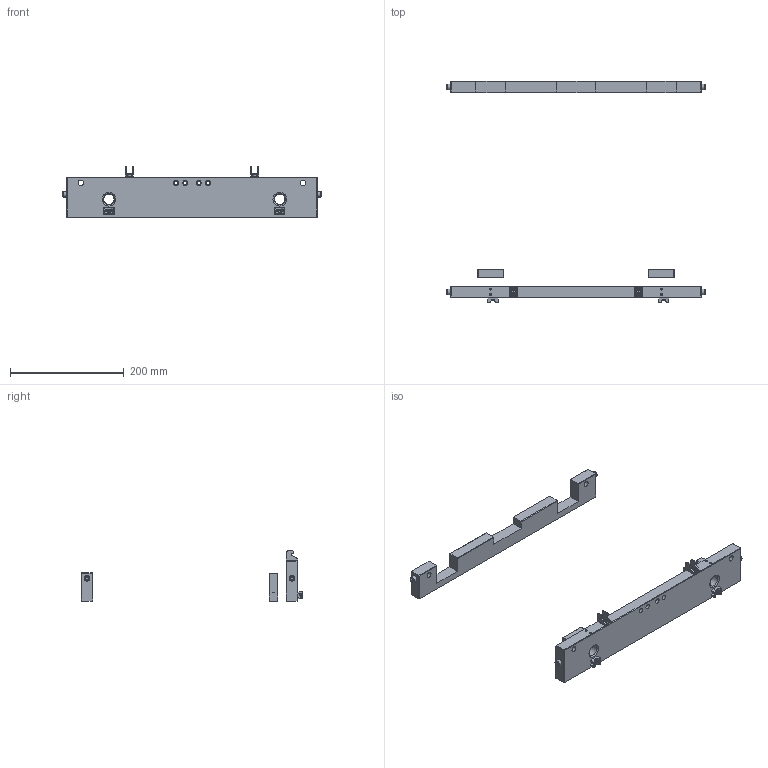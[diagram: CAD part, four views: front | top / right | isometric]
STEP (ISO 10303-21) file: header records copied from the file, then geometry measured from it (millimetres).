
FILE_DESCRIPTION(/* description */ ('Norm.ipt Template'),/* implementation_level */ '2;1');
FILE_NAME(/* name */ 'MT_BGR00100556 Werkzeug-seitiger Wechseladaptersatz.stp',/* time_stamp */ '2018-12-10T11:03:46+01:00',/* author */ ('michael.schutter'),/* organization */ (''),/* preprocessor_version */ 'ST-DEVELOPER v16.5',/* originating_system */ 'Autodesk Inventor 2017',/* authorisation */ '');
FILE_SCHEMA (('AUTOMOTIVE_DESIGN { 1 0 10303 214 3 1 1 }'));
Length unit declared in the file: millimetre
Products named in the file (1): MT_WST00102934 DUMMY_Werkzeug-seitiger Wechseladapter
Bounding box: 455 x 389 x 88 mm (x, y, z)
Volume: 804100.8 mm3; surface area: 172676.1 mm2
Topology: 4 solids, 8 shells, 474 faces, 1179 edges, 742 vertices
Faces by surface type: plane 248, cylinder 132, cone 72, torus 22
Full cylindrical faces by diameter (mm): 2.459 x4, 3 x2, 3.459 x4, 4.134 x4, 4.5 x4, 4.917 x4, 5 x2, 6 x4, 6.647 x6, 7 x6, 8 x4, 8.566 x4, 10 x8, 10.413 x8, 18 x2, 20 x2
Entity records: 13306 total; most frequent: DIRECTION 2239, CARTESIAN_POINT 2204, ORIENTED_EDGE 1976, EDGE_CURVE 984, AXIS2_PLACEMENT_3D 808, VERTEX_POINT 689, EDGE_LOOP 679, LINE 623
